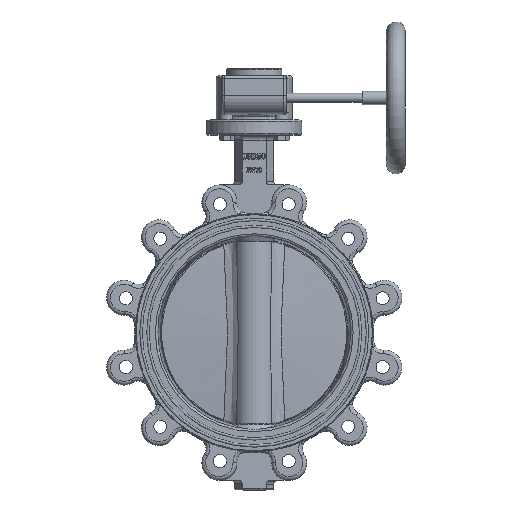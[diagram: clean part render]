
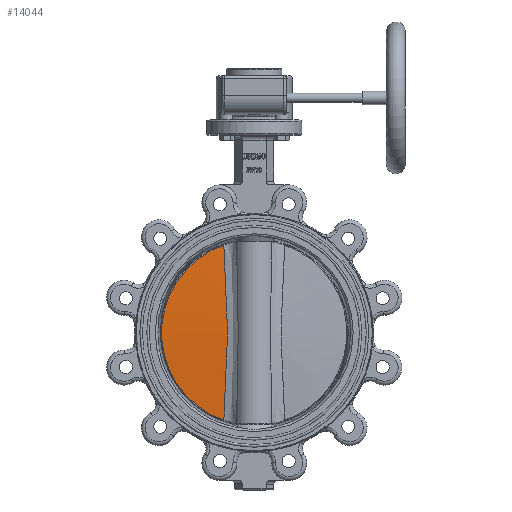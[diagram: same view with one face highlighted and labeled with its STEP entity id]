
A CAD part, top view. The second image highlights one B-rep face of the part: STEP entity #14044.
In plain terms, the highlighted conical face has half-angle 86.5 degrees and reference radius 123.225 mm.
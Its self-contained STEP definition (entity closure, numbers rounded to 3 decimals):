
#244=CONICAL_SURFACE('',#16040,123.225,1.51);
#1383=CIRCLE('',#16041,122.066);
#1860=B_SPLINE_CURVE_WITH_KNOTS('',3,(#29790,#29791,#29792,#29793,#29794,
#29795,#29796,#29797,#29798,#29799,#29800),.UNSPECIFIED.,.F.,.F.,(4,1,1,
1,1,1,1,1,4),(0.001,0.03,0.059,
0.088,0.117,0.146,0.174,
0.203,0.232),.UNSPECIFIED.);
#5132=ORIENTED_EDGE('',*,*,#7700,.T.);
#5133=ORIENTED_EDGE('',*,*,#7701,.T.);
#7700=EDGE_CURVE('',#9210,#9211,#1860,.T.);
#7701=EDGE_CURVE('',#9211,#9210,#1383,.F.);
#9210=VERTEX_POINT('',#29801);
#9211=VERTEX_POINT('',#29802);
#11746=EDGE_LOOP('',(#5132,#5133));
#12834=FACE_BOUND('',#11746,.T.);
#14044=ADVANCED_FACE('',(#12834),#244,.T.);
#16040=AXIS2_PLACEMENT_3D('',#29789,#19355,#19356);
#16041=AXIS2_PLACEMENT_3D('',#29803,#19357,#19358);
#19355=DIRECTION('',(0.,1.,0.));
#19356=DIRECTION('',(0.,0.,1.));
#19357=DIRECTION('',(0.,1.,0.));
#19358=DIRECTION('',(0.,0.,1.));
#29789=CARTESIAN_POINT('',(0.,-4.,0.));
#29790=CARTESIAN_POINT('',(-39.99,-4.071,-115.329));
#29791=CARTESIAN_POINT('',(-39.63,-4.633,-105.729));
#29792=CARTESIAN_POINT('',(-38.87,-5.747,-86.529));
#29793=CARTESIAN_POINT('',(-37.623,-7.348,-57.729));
#29794=CARTESIAN_POINT('',(-36.253,-8.799,-28.935));
#29795=CARTESIAN_POINT('',(-35.134,-9.647,-0.076));
#29796=CARTESIAN_POINT('',(-36.247,-8.804,28.826));
#29797=CARTESIAN_POINT('',(-37.62,-7.352,57.657));
#29798=CARTESIAN_POINT('',(-38.869,-5.749,86.494));
#29799=CARTESIAN_POINT('',(-39.629,-4.634,105.717));
#29800=CARTESIAN_POINT('',(-39.99,-4.071,115.329));
#29801=CARTESIAN_POINT('',(-39.99,-4.071,-115.329));
#29802=CARTESIAN_POINT('',(-39.99,-4.071,115.329));
#29803=CARTESIAN_POINT('',(0.,-4.071,0.));
